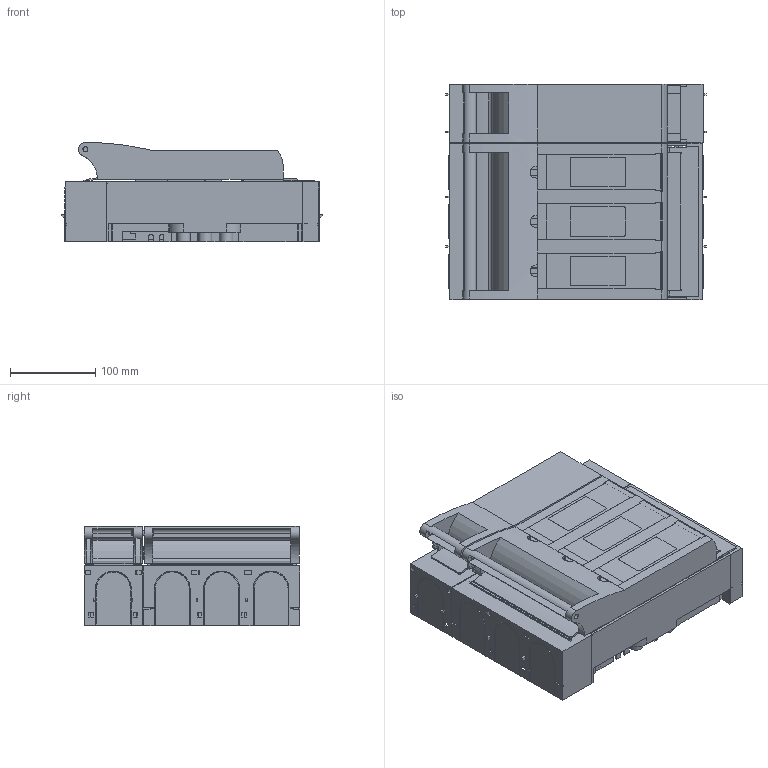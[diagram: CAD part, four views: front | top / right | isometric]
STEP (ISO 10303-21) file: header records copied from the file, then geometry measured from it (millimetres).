
FILE_DESCRIPTION(('FreeCAD Model'),'2;1');
FILE_NAME('Open CASCADE Shape Model','2025-07-14T09:37:00',(''),(''), 'Open CASCADE STEP processor 7.8','FreeCAD','Unknown');
FILE_SCHEMA(('AUTOMOTIVE_DESIGN { 1 0 10303 214 1 1 1 1 }'));
Length unit declared in the file: millimetre
Products named in the file (21): T100114000_L_NH-Sicherungslasttrennschalter KETO-1-4/F; 34201_L_Frontplatte Gr1_1-polig; 34222_L_Schutzabdeckung unten Gr1_1-polig; 34221_L01_Schutzabdeckung oben Gr1_1-polig; 158634_L_Anschlusslasche Gr1; 68369_Zylinderstift ISO 8734 - 6x26 - A - St; 31916_Verbindungsclip; lse; 68366_Zylinderstift ISO 8734 - 5x22 - A - St; 85916_Rastniet; T0628_01_L_KETO-1-3; T0628_02_L_KETO-1-3; 34225_L_Gehaeuse Gr1; 34227_L_Schutzabdeckung Gr1 oben; 34228_L_Schutzabdeckung Gr1 unten; 34208_L_Scheibe Gr.1; 34202_L_Frontplatte Gr1; 34220_L02_Gehaeuse Gr.1_1-polig; 66113_Sechskantmutter DIN934_M10; 65746_Sechskantschraube M10x25; 66903_Spannscheibe DIN6796 -10
Assembly tree (56 placements, depth 4):
  T100114000_L_NH-Sicherungslasttrennschalter KETO-1-4/F
    34201_L_Frontplatte Gr1_1-polig
    34222_L_Schutzabdeckung unten Gr1_1-polig
    34221_L01_Schutzabdeckung oben Gr1_1-polig
    158634_L_Anschlusslasche Gr1  x2
    68369_Zylinderstift ISO 8734 - 6x26 - A - St
    31916_Verbindungsclip  x2
  lse  x2
    68366_Zylinderstift ISO 8734 - 5x22 - A - St  x2
    85916_Rastniet  x4
    T0628_01_L_KETO-1-3
      T0628_02_L_KETO-1-3
        34225_L_Gehaeuse Gr1
        158634_L_Anschlusslasche Gr1  x6
        34227_L_Schutzabdeckung Gr1 oben
        34228_L_Schutzabdeckung Gr1 unten
        34208_L_Scheibe Gr.1  x3
        34202_L_Frontplatte Gr1
    34220_L02_Gehaeuse Gr.1_1-polig
    66113_Sechskantmutter DIN934_M10  x8
    65746_Sechskantschraube M10x25  x8
    66903_Spannscheibe DIN6796 -10  x8
Bounding box: 305.75 x 253 x 116.3 mm (x, y, z)
Volume: 2652922 mm3; surface area: 1042376.2 mm2
Topology: 54 solids, 54 shells, 3394 faces, 9876 edges, 6458 vertices
Faces by surface type: plane 2581, cylinder 507, cone 250, torus 32, sphere 16, bspline 8
Entity records: 78510 total; most frequent: CARTESIAN_POINT 14770, ORIENTED_EDGE 13688, DIRECTION 12154, EDGE_CURVE 6844, LINE 5748, VECTOR 5748, VERTEX_POINT 4550, AXIS2_PLACEMENT_3D 3203
